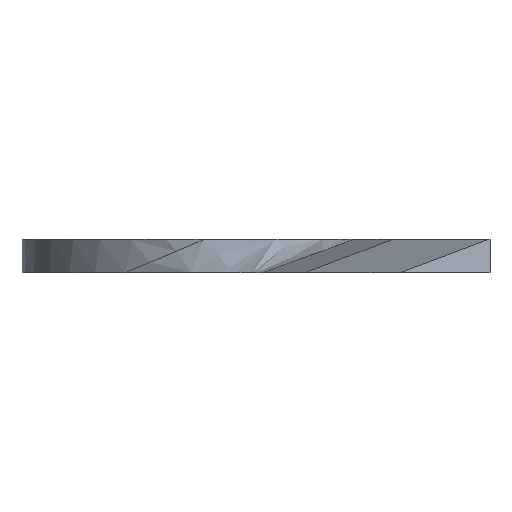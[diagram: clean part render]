
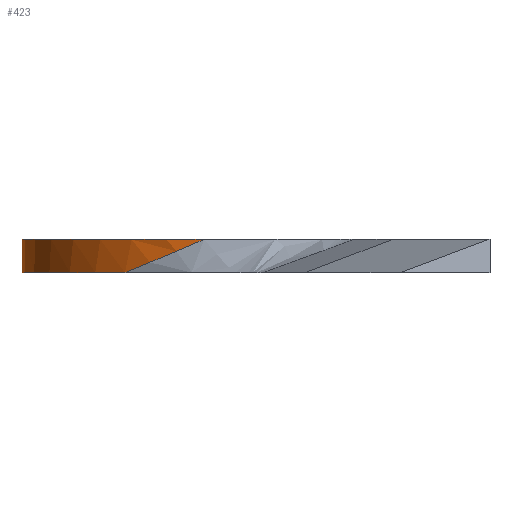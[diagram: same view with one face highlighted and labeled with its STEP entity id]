
A CAD part, front view. The second image highlights one B-rep face of the part: STEP entity #423.
In plain terms, the highlighted cylindrical face has radius 42.5 mm (diameter 85 mm), a partial arc.
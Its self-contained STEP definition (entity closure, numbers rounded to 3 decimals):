
#21 = VERTEX_POINT ( 'NONE', #82 ) ;
#31 = AXIS2_PLACEMENT_3D ( 'NONE', #749, #764, #367 ) ;
#56 = EDGE_CURVE ( 'NONE', #303, #232, #214, .T. ) ;
#68 = CARTESIAN_POINT ( 'NONE',  ( 0., 0., 0. ) ) ;
#76 = ORIENTED_EDGE ( 'NONE', *, *, #56, .T. ) ;
#82 = CARTESIAN_POINT ( 'NONE',  ( -9.423, -41.442, 0. ) ) ;
#101 = CARTESIAN_POINT ( 'NONE',  ( -23.793, -35.215, -6. ) ) ;
#102 = VECTOR ( 'NONE', #262, 1000. ) ;
#146 = LINE ( 'NONE', #235, #102 ) ;
#153 = EDGE_CURVE ( 'NONE', #232, #21, #729, .T. ) ;
#168 = CARTESIAN_POINT ( 'NONE',  ( -23.793, -35.215, -6. ) ) ;
#194 = EDGE_CURVE ( 'NONE', #303, #579, #146, .T. ) ;
#214 = CIRCLE ( 'NONE', #31, 42.5 ) ;
#219 = CARTESIAN_POINT ( 'NONE',  ( -42.5, 0., 0. ) ) ;
#232 = VERTEX_POINT ( 'NONE', #168 ) ;
#235 = CARTESIAN_POINT ( 'NONE',  ( -42.5, 0., -6. ) ) ;
#262 = DIRECTION ( 'NONE',  ( 0., 0., 1. ) ) ;
#303 = VERTEX_POINT ( 'NONE', #632 ) ;
#310 = DIRECTION ( 'NONE',  ( 1., 0., 0. ) ) ;
#355 = CARTESIAN_POINT ( 'NONE',  ( 0., 0., -6. ) ) ;
#357 = EDGE_CURVE ( 'NONE', #579, #21, #411, .T. ) ;
#367 = DIRECTION ( 'NONE',  ( 1., 0., 0. ) ) ;
#411 = CIRCLE ( 'NONE', #695, 42.5 ) ;
#423 = ADVANCED_FACE ( 'NONE', ( #663 ), #767, .T. ) ;
#497 = DIRECTION ( 'NONE',  ( 0., 0., 1. ) ) ;
#538 = ORIENTED_EDGE ( 'NONE', *, *, #357, .F. ) ;
#579 = VERTEX_POINT ( 'NONE', #219 ) ;
#585 = DIRECTION ( 'NONE',  ( 1., 0., 0. ) ) ;
#602 = DIRECTION ( 'NONE',  ( 0., 0., 1. ) ) ;
#632 = CARTESIAN_POINT ( 'NONE',  ( -42.5, 0., -6. ) ) ;
#663 = FACE_OUTER_BOUND ( 'NONE', #732, .T. ) ;
#695 = AXIS2_PLACEMENT_3D ( 'NONE', #68, #497, #585 ) ;
#697 = ORIENTED_EDGE ( 'NONE', *, *, #153, .T. ) ;
#729 =( BOUNDED_CURVE ( )  B_SPLINE_CURVE ( 3, ( #101, #766, #854, #883 ),
 .UNSPECIFIED., .F., .T. ) 
 B_SPLINE_CURVE_WITH_KNOTS ( ( 4, 4 ),
 ( 3.976, 4.347 ),
 .UNSPECIFIED. ) 
 CURVE ( )  GEOMETRIC_REPRESENTATION_ITEM ( )  RATIONAL_B_SPLINE_CURVE ( ( 1., 0.989, 0.989, 1. ) ) 
 REPRESENTATION_ITEM ( '' )  );
#732 = EDGE_LOOP ( 'NONE', ( #76, #697, #538, #761 ) ) ;
#749 = CARTESIAN_POINT ( 'NONE',  ( 0., 0., -6. ) ) ;
#761 = ORIENTED_EDGE ( 'NONE', *, *, #194, .F. ) ;
#764 = DIRECTION ( 'NONE',  ( 0., 0., 1. ) ) ;
#766 = CARTESIAN_POINT ( 'NONE',  ( -19.418, -38.172, -4.24 ) ) ;
#767 = CYLINDRICAL_SURFACE ( 'NONE', #805, 42.5 ) ;
#805 = AXIS2_PLACEMENT_3D ( 'NONE', #355, #602, #310 ) ;
#854 = CARTESIAN_POINT ( 'NONE',  ( -14.573, -40.271, -2.217 ) ) ;
#883 = CARTESIAN_POINT ( 'NONE',  ( -9.423, -41.442, 0. ) ) ;
